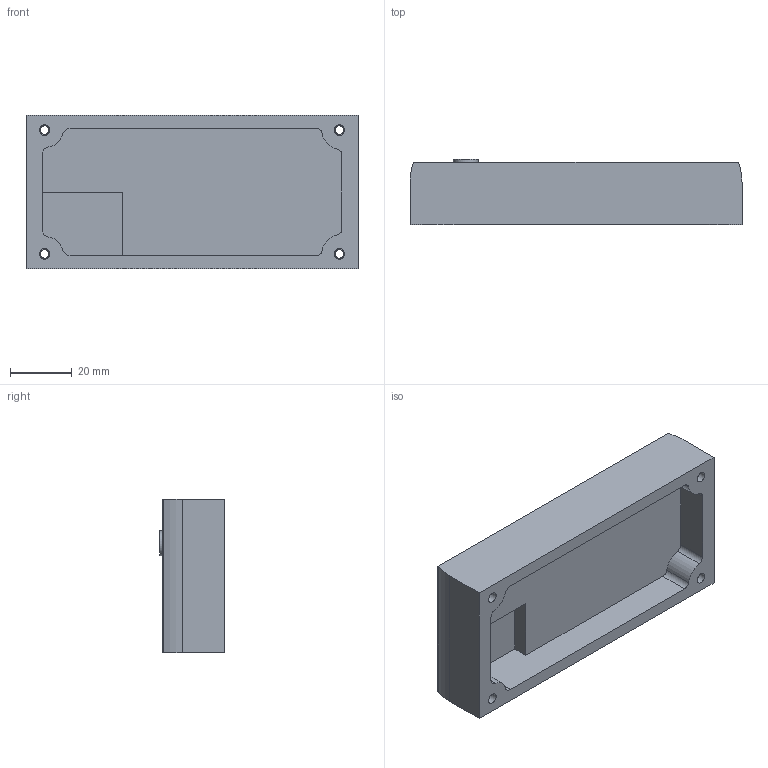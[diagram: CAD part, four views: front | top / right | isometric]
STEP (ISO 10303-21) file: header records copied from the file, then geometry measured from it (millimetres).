
FILE_DESCRIPTION(/* description */ ('STEP AP214'),/* implementation_level */ '2;1');
FILE_NAME(/* name */ '526174_CPX-FB14',/* time_stamp */ '2024-08-07T19:31:35+02:00',/* author */ ('License CC BY-ND 4.0'),/* organization */ ('CADENAS'),/* preprocessor_version */ 'ST-DEVELOPER v19.3',/* originating_system */ 'PARTsolutions',/* authorisation */ ' ');
FILE_SCHEMA (('AUTOMOTIVE_DESIGN {1 0 10303 214 3 1 1}'));
Length unit declared in the file: millimetre
Products named in the file (1): 526174 CPX-FB14
Bounding box: 107.3 x 21 x 49.7 mm (x, y, z)
Volume: 57036.2 mm3; surface area: 24406.4 mm2
Topology: 1 solids, 1 shells, 171 faces, 405 edges, 268 vertices
Faces by surface type: plane 101, cylinder 64, cone 6
Full cylindrical faces by diameter (mm): 1.5 x5, 2.8 x4, 3 x4, 3.4 x8, 4.05 x4, 7.5 x4, 10.106 x1, 12.5 x1
Entity records: 4766 total; most frequent: DIRECTION 838, CARTESIAN_POINT 800, ORIENTED_EDGE 728, EDGE_CURVE 364, AXIS2_PLACEMENT_3D 302, VERTEX_POINT 264, EDGE_LOOP 248, FACE_BOUND 248
